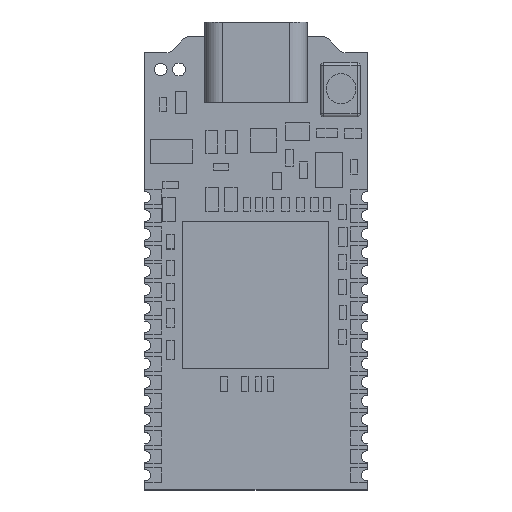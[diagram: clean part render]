
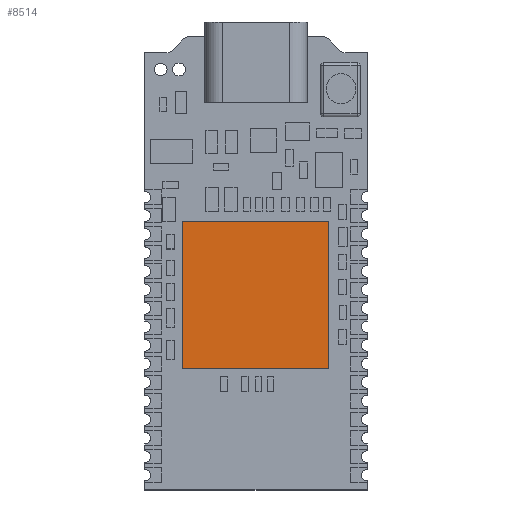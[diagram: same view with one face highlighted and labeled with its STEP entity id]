
A CAD part, top view. The second image highlights one B-rep face of the part: STEP entity #8514.
In plain terms, the highlighted planar face has unit normal (0, 0, 1).
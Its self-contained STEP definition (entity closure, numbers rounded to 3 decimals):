
#533=PLANE('',#8981);
#926=FACE_OUTER_BOUND('',#1371,.T.);
#1371=EDGE_LOOP('',(#6729,#6730,#6731,#6732));
#2148=LINE('',#12524,#3233);
#2151=LINE('',#12530,#3236);
#2154=LINE('',#12536,#3239);
#2157=LINE('',#12540,#3242);
#3233=VECTOR('',#10228,10.);
#3236=VECTOR('',#10233,10.);
#3239=VECTOR('',#10238,10.);
#3242=VECTOR('',#10243,10.);
#4253=VERTEX_POINT('',#12521);
#4254=VERTEX_POINT('',#12523);
#4256=VERTEX_POINT('',#12529);
#4258=VERTEX_POINT('',#12535);
#5202=EDGE_CURVE('',#4254,#4253,#2148,.T.);
#5205=EDGE_CURVE('',#4256,#4254,#2151,.T.);
#5208=EDGE_CURVE('',#4258,#4256,#2154,.T.);
#5211=EDGE_CURVE('',#4253,#4258,#2157,.T.);
#6729=ORIENTED_EDGE('',*,*,#5211,.T.);
#6730=ORIENTED_EDGE('',*,*,#5208,.T.);
#6731=ORIENTED_EDGE('',*,*,#5205,.T.);
#6732=ORIENTED_EDGE('',*,*,#5202,.T.);
#8514=ADVANCED_FACE('',(#926),#533,.T.);
#8981=AXIS2_PLACEMENT_3D('',#12541,#10244,#10245);
#10228=DIRECTION('',(0.,-1.,0.));
#10233=DIRECTION('',(-1.,0.,0.));
#10238=DIRECTION('',(0.,1.,0.));
#10243=DIRECTION('',(1.,0.,0.));
#10244=DIRECTION('center_axis',(0.,0.,1.));
#10245=DIRECTION('ref_axis',(1.,0.,0.));
#12521=CARTESIAN_POINT('',(-5.054,-6.661,2.));
#12523=CARTESIAN_POINT('',(-5.054,3.439,2.));
#12524=CARTESIAN_POINT('',(-5.054,3.439,2.));
#12529=CARTESIAN_POINT('',(4.98,3.439,2.));
#12530=CARTESIAN_POINT('',(4.98,3.439,2.));
#12535=CARTESIAN_POINT('',(4.98,-6.661,2.));
#12536=CARTESIAN_POINT('',(4.98,-6.661,2.));
#12540=CARTESIAN_POINT('',(-5.054,-6.661,2.));
#12541=CARTESIAN_POINT('Origin',(-0.037,-1.611,
2.));
